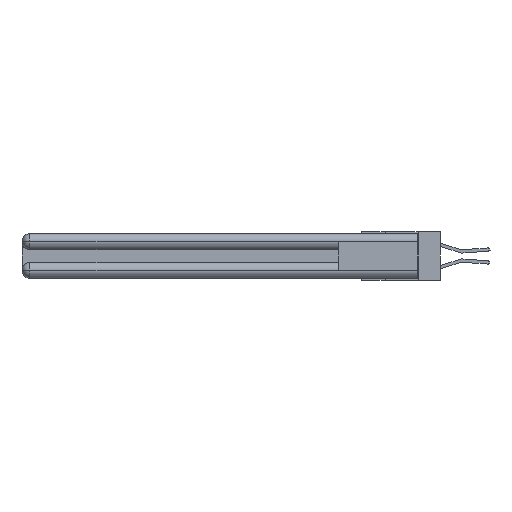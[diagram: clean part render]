
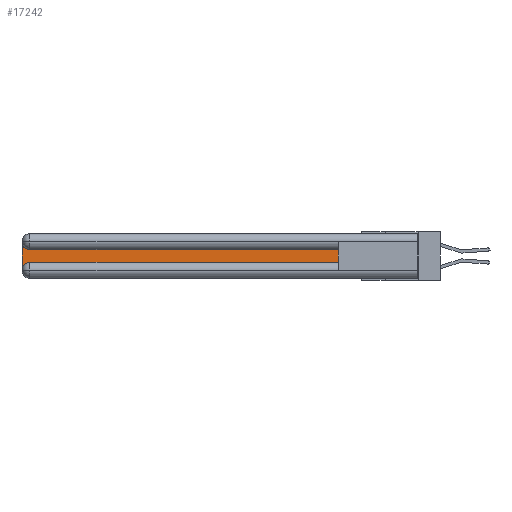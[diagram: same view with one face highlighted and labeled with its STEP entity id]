
A CAD part, left-side view. The second image highlights one B-rep face of the part: STEP entity #17242.
In plain terms, the highlighted planar face has unit normal (-1, 0, 0).
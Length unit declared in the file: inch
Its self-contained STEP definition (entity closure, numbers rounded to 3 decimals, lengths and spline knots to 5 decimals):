
#461 = CIRCLE ( 'NONE', #26004, 0.06 ) ;
#2357 = DIRECTION ( 'NONE',  ( 1., 0., 0. ) ) ;
#3424 = ORIENTED_EDGE ( 'NONE', *, *, #12095, .T. ) ;
#3784 = CARTESIAN_POINT ( 'NONE',  ( 0.075, 3., -0.2775 ) ) ;
#4379 = VECTOR ( 'NONE', #24465, 39.37008 ) ;
#4480 = VECTOR ( 'NONE', #27477, 39.37008 ) ;
#4587 = CARTESIAN_POINT ( 'NONE',  ( 0.075, 2.94, -0.2775 ) ) ;
#5957 = EDGE_CURVE ( 'NONE', #27552, #28636, #25046, .T. ) ;
#6928 = CARTESIAN_POINT ( 'NONE',  ( 0.075, 0.6, -0.1225 ) ) ;
#7618 = CARTESIAN_POINT ( 'NONE',  ( 0.075, 0.6, -0.1225 ) ) ;
#8170 = EDGE_CURVE ( 'NONE', #28636, #11213, #14746, .T. ) ;
#8568 = VERTEX_POINT ( 'NONE', #14152 ) ;
#9305 = ORIENTED_EDGE ( 'NONE', *, *, #5957, .T. ) ;
#10247 = AXIS2_PLACEMENT_3D ( 'NONE', #19688, #2357, #22255 ) ;
#10553 = ORIENTED_EDGE ( 'NONE', *, *, #19041, .T. ) ;
#10798 = CIRCLE ( 'NONE', #15518, 0.06 ) ;
#11213 = VERTEX_POINT ( 'NONE', #25946 ) ;
#11358 = EDGE_LOOP ( 'NONE', ( #13571, #18243, #3424, #27002, #10553, #9305 ) ) ;
#12095 = EDGE_CURVE ( 'NONE', #8568, #20233, #17732, .T. ) ;
#12678 = CARTESIAN_POINT ( 'NONE',  ( 0.075, 3., -0.2175 ) ) ;
#12784 = CARTESIAN_POINT ( 'NONE',  ( 0.075, 0.6, -0.2175 ) ) ;
#13336 = VERTEX_POINT ( 'NONE', #14194 ) ;
#13571 = ORIENTED_EDGE ( 'NONE', *, *, #8170, .T. ) ;
#14023 = CARTESIAN_POINT ( 'NONE',  ( 0.075, 0.6, -0.2175 ) ) ;
#14152 = CARTESIAN_POINT ( 'NONE',  ( 0.075, 3., -0.0625 ) ) ;
#14194 = CARTESIAN_POINT ( 'NONE',  ( 0.075, 2.94, -0.2175 ) ) ;
#14377 = DIRECTION ( 'NONE',  ( 1., 0., 0. ) ) ;
#14746 = LINE ( 'NONE', #7618, #25256 ) ;
#15518 = AXIS2_PLACEMENT_3D ( 'NONE', #4587, #21995, #29849 ) ;
#17242 = ADVANCED_FACE ( 'NONE', ( #22805 ), #29585, .F. ) ;
#17732 = LINE ( 'NONE', #12678, #4480 ) ;
#18243 = ORIENTED_EDGE ( 'NONE', *, *, #25755, .T. ) ;
#19041 = EDGE_CURVE ( 'NONE', #13336, #27552, #25799, .T. ) ;
#19688 = CARTESIAN_POINT ( 'NONE',  ( 0.075, 3., -0.1225 ) ) ;
#20233 = VERTEX_POINT ( 'NONE', #3784 ) ;
#21995 = DIRECTION ( 'NONE',  ( 1., 0., 0. ) ) ;
#22255 = DIRECTION ( 'NONE',  ( 0., 0., -1. ) ) ;
#22423 = EDGE_CURVE ( 'NONE', #20233, #13336, #10798, .T. ) ;
#22805 = FACE_OUTER_BOUND ( 'NONE', #11358, .T. ) ;
#24465 = DIRECTION ( 'NONE',  ( 0., -1., 0. ) ) ;
#24618 = VECTOR ( 'NONE', #30307, 39.37008 ) ;
#25036 = DIRECTION ( 'NONE',  ( 0., 1., 0. ) ) ;
#25046 = LINE ( 'NONE', #12784, #24618 ) ;
#25256 = VECTOR ( 'NONE', #25036, 39.37008 ) ;
#25755 = EDGE_CURVE ( 'NONE', #11213, #8568, #461, .T. ) ;
#25799 = LINE ( 'NONE', #29621, #4379 ) ;
#25946 = CARTESIAN_POINT ( 'NONE',  ( 0.075, 2.94, -0.1225 ) ) ;
#26004 = AXIS2_PLACEMENT_3D ( 'NONE', #29108, #14377, #31770 ) ;
#27002 = ORIENTED_EDGE ( 'NONE', *, *, #22423, .T. ) ;
#27477 = DIRECTION ( 'NONE',  ( 0., 0., -1. ) ) ;
#27552 = VERTEX_POINT ( 'NONE', #14023 ) ;
#28636 = VERTEX_POINT ( 'NONE', #6928 ) ;
#29108 = CARTESIAN_POINT ( 'NONE',  ( 0.075, 2.94, -0.0625 ) ) ;
#29585 = PLANE ( 'NONE',  #10247 ) ;
#29621 = CARTESIAN_POINT ( 'NONE',  ( 0.075, 0.6, -0.2175 ) ) ;
#29849 = DIRECTION ( 'NONE',  ( 0., 0., -1. ) ) ;
#30307 = DIRECTION ( 'NONE',  ( 0., 0., 1. ) ) ;
#31770 = DIRECTION ( 'NONE',  ( 0., 0., -1. ) ) ;
